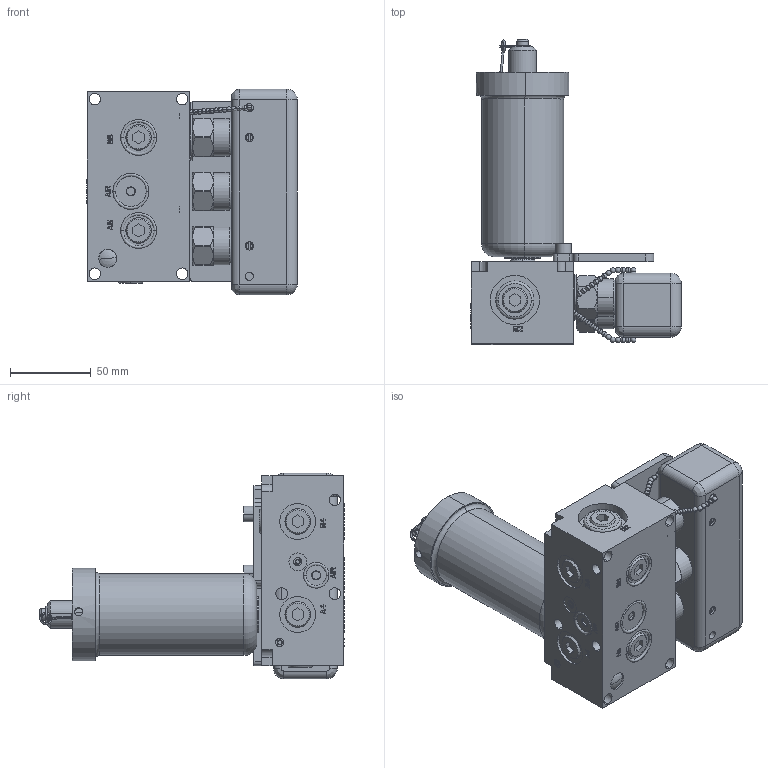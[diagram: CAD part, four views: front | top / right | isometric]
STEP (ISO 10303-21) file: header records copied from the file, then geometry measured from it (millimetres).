
FILE_DESCRIPTION((''),'2;1');
FILE_NAME('ILC56000530','2020-04-16T',('npeters'),(''),'PRO/ENGINEER BY PARAMETRIC TECHNOLOGY CORPORATION, 2013320','PRO/ENGINEER BY PARAMETRIC TECHNOLOGY CORPORATION, 2013320','');
FILE_SCHEMA(('AUTOMOTIVE_DESIGN { 1 0 10303 214 1 1 1 1 }'));
Length unit declared in the file: inch
Products named in the file (3): ILC56000530_PD; ILC56000530_COVER; ILC56000530
Assembly tree (2 placements, depth 2):
  ILC56000530
    ILC56000530_PD
    ILC56000530_COVER
Bounding box: 130.1 x 188.65 x 127 mm (x, y, z)
Volume: 555988.1 mm3; surface area: 149154.4 mm2
Topology: 7 solids, 49 shells, 1726 faces, 4372 edges, 2703 vertices
Faces by surface type: plane 982, cylinder 264, cone 242, sphere 136, torus 98, bspline 4
Entity records: 54103 total; most frequent: CARTESIAN_POINT 12518, DIRECTION 8683, ORIENTED_EDGE 8368, EDGE_CURVE 4196, AXIS2_PLACEMENT_3D 2913, VECTOR 2857, LINE 2857, VERTEX_POINT 2703
